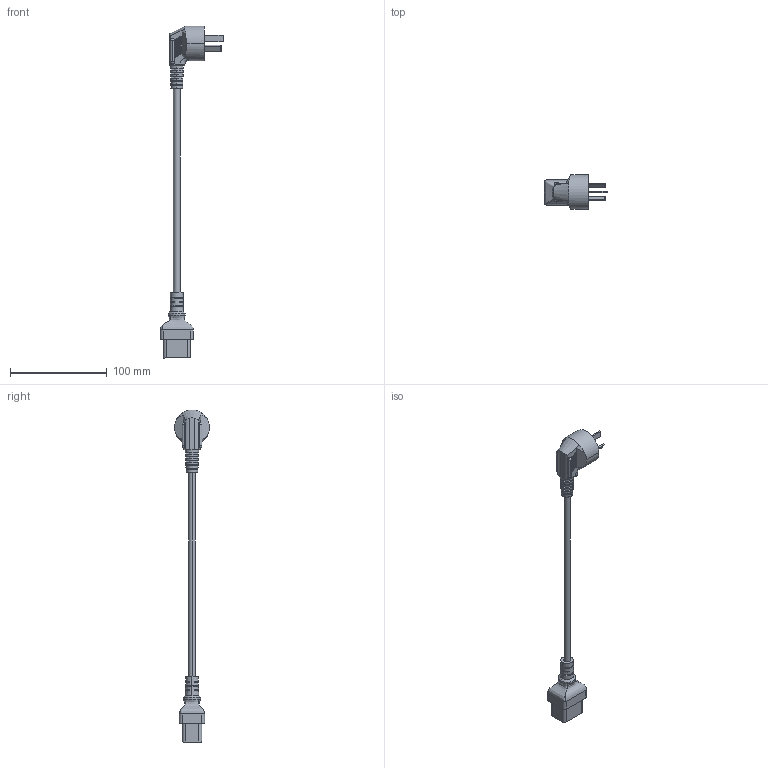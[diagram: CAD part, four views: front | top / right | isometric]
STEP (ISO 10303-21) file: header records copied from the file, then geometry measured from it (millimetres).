
FILE_DESCRIPTION (( 'STEP AP203' ), '1' );
FILE_NAME ('CPCRID2C19-16A-2M_3D.STEP', '2022-04-26T22:21:30', ( '' ), ( '' ), 'SwSTEP 2.0', 'SolidWorks 2021', '' );
FILE_SCHEMA (( 'CONFIG_CONTROL_DESIGN' ));
Length unit declared in the file: inch
Products named in the file (4): H05VV-F 3G Cord (for 44-423-02M); CPCRID2C19-16A-2M_3D; SF-111 RND TYPE I (AUS) RT-ANG 10A AC PWR PLUG_Varsayilan; SF-300 IEC60320 C19 FEM PWR PLUG
Assembly tree (3 placements, depth 2):
  CPCRID2C19-16A-2M_3D
    SF-111 RND TYPE I (AUS) RT-ANG 10A AC PWR PLUG_Varsayilan
    H05VV-F 3G Cord (for 44-423-02M)
    SF-300 IEC60320 C19 FEM PWR PLUG
Bounding box: 65.5 x 36 x 343 mm (x, y, z)
Volume: 70213.2 mm3; surface area: 22818.1 mm2
Topology: 3 solids, 3 shells, 419 faces, 1115 edges, 679 vertices
Faces by surface type: plane 190, cylinder 138, sphere 56, cone 19, torus 8, bspline 8
Entity records: 14367 total; most frequent: CARTESIAN_POINT 3745, DIRECTION 2187, ORIENTED_EDGE 2102, EDGE_CURVE 1051, AXIS2_PLACEMENT_3D 797, VERTEX_POINT 647, VECTOR 593, LINE 593
